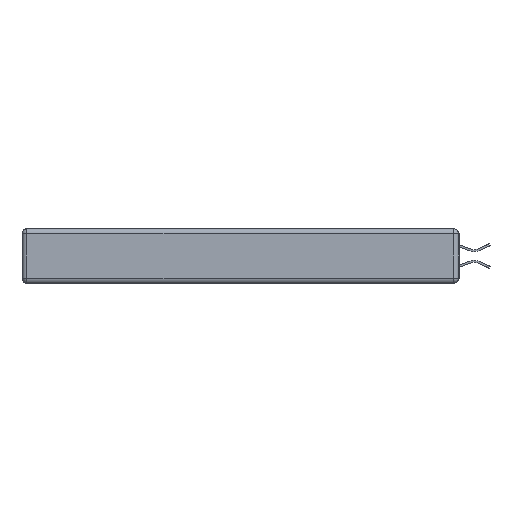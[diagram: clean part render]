
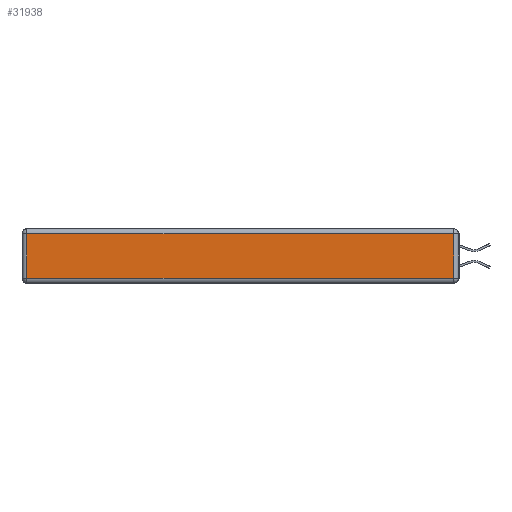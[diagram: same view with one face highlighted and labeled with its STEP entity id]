
A CAD part, left-side view. The second image highlights one B-rep face of the part: STEP entity #31938.
In plain terms, the highlighted planar face has unit normal (-1, 0, 0).
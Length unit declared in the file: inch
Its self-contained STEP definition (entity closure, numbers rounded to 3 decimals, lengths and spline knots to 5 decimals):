
#6 = ORIENTED_EDGE ( 'NONE', *, *, #2116, .T. ) ;
#445 = AXIS2_PLACEMENT_3D ( 'NONE', #459, #20267, #5943 ) ;
#459 = CARTESIAN_POINT ( 'NONE',  ( 0., 0., -0.343 ) ) ;
#1200 = VECTOR ( 'NONE', #12573, 39.37008 ) ;
#2079 = VERTEX_POINT ( 'NONE', #23192 ) ;
#2116 = EDGE_CURVE ( 'NONE', #30508, #2079, #28554, .T. ) ;
#3843 = DIRECTION ( 'NONE',  ( 0., 0., 1. ) ) ;
#4316 = VECTOR ( 'NONE', #22711, 39.37008 ) ;
#5943 = DIRECTION ( 'NONE',  ( 0., 0., 1. ) ) ;
#5979 = EDGE_LOOP ( 'NONE', ( #6, #29836, #18824, #29172 ) ) ;
#7822 = VERTEX_POINT ( 'NONE', #18413 ) ;
#7978 = DIRECTION ( 'NONE',  ( 0., -1., 0. ) ) ;
#9047 = CARTESIAN_POINT ( 'NONE',  ( 0., 0.03, -0.343 ) ) ;
#10775 = EDGE_CURVE ( 'NONE', #20903, #7822, #13222, .T. ) ;
#11660 = LINE ( 'NONE', #17255, #1200 ) ;
#12573 = DIRECTION ( 'NONE',  ( 0., 0., -1. ) ) ;
#12819 = CARTESIAN_POINT ( 'NONE',  ( 0., 2.75, -0.03 ) ) ;
#13217 = EDGE_CURVE ( 'NONE', #7822, #30508, #11660, .T. ) ;
#13222 = LINE ( 'NONE', #12819, #4316 ) ;
#13684 = VECTOR ( 'NONE', #3843, 39.37008 ) ;
#17255 = CARTESIAN_POINT ( 'NONE',  ( 0., 2.72, -0.343 ) ) ;
#18413 = CARTESIAN_POINT ( 'NONE',  ( 0., 2.72, -0.03 ) ) ;
#18824 = ORIENTED_EDGE ( 'NONE', *, *, #10775, .T. ) ;
#20249 = CARTESIAN_POINT ( 'NONE',  ( 0., 0., -0.313 ) ) ;
#20267 = DIRECTION ( 'NONE',  ( -1., 0., 0. ) ) ;
#20288 = LINE ( 'NONE', #9047, #13684 ) ;
#20814 = PLANE ( 'NONE',  #445 ) ;
#20903 = VERTEX_POINT ( 'NONE', #21628 ) ;
#21628 = CARTESIAN_POINT ( 'NONE',  ( 0., 0.03, -0.03 ) ) ;
#22544 = CARTESIAN_POINT ( 'NONE',  ( 0., 2.72, -0.313 ) ) ;
#22711 = DIRECTION ( 'NONE',  ( 0., 1., 0. ) ) ;
#23192 = CARTESIAN_POINT ( 'NONE',  ( 0., 0.03, -0.313 ) ) ;
#24894 = FACE_OUTER_BOUND ( 'NONE', #5979, .T. ) ;
#26246 = VECTOR ( 'NONE', #7978, 39.37008 ) ;
#27926 = EDGE_CURVE ( 'NONE', #2079, #20903, #20288, .T. ) ;
#28554 = LINE ( 'NONE', #20249, #26246 ) ;
#29172 = ORIENTED_EDGE ( 'NONE', *, *, #13217, .T. ) ;
#29836 = ORIENTED_EDGE ( 'NONE', *, *, #27926, .T. ) ;
#30508 = VERTEX_POINT ( 'NONE', #22544 ) ;
#31938 = ADVANCED_FACE ( 'NONE', ( #24894 ), #20814, .T. ) ;
